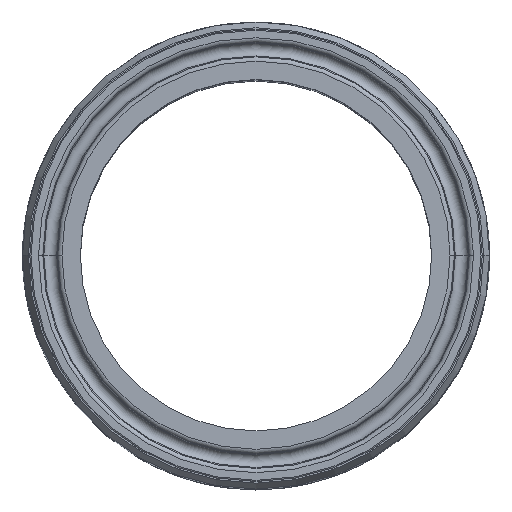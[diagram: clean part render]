
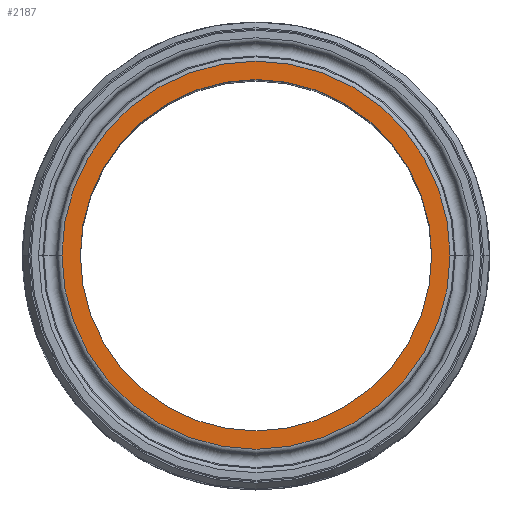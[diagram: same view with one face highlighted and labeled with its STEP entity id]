
A CAD part, top view. The second image highlights one B-rep face of the part: STEP entity #2187.
In plain terms, the highlighted planar face has unit normal (0, 0, 1).
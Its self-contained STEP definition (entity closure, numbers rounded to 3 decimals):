
#144 = CARTESIAN_POINT ( 'NONE',  ( 0., 0., 75.5 ) ) ;
#175 = CARTESIAN_POINT ( 'NONE',  ( -33.247, 0., 75.5 ) ) ;
#206 = DIRECTION ( 'NONE',  ( 1., 0., 0. ) ) ;
#1428 = CARTESIAN_POINT ( 'NONE',  ( 33.247, 0., 75.5 ) ) ;
#1467 = CIRCLE ( 'NONE', #1671, 30.1 ) ;
#1541 = ORIENTED_EDGE ( 'NONE', *, *, #8519, .F. ) ;
#1671 = AXIS2_PLACEMENT_3D ( 'NONE', #3237, #4943, #6091 ) ;
#1710 = CARTESIAN_POINT ( 'NONE',  ( 33.247, 0., 75.5 ) ) ;
#1820 = VERTEX_POINT ( 'NONE', #1710 ) ;
#1983 = VERTEX_POINT ( 'NONE', #8554 ) ;
#2187 = ADVANCED_FACE ( 'NONE', ( #11903, #2314 ), #10883, .T. ) ;
#2253 = CARTESIAN_POINT ( 'NONE',  ( 0., 0., 75.5 ) ) ;
#2314 = FACE_BOUND ( 'NONE', #6825, .T. ) ;
#2478 = CIRCLE ( 'NONE', #4094, 30.1 ) ;
#2644 = CIRCLE ( 'NONE', #9329, 33.247 ) ;
#3032 = VERTEX_POINT ( 'NONE', #175 ) ;
#3199 = DIRECTION ( 'NONE',  ( 1., 0., 0. ) ) ;
#3237 = CARTESIAN_POINT ( 'NONE',  ( 0., 0., 75.5 ) ) ;
#3449 = ORIENTED_EDGE ( 'NONE', *, *, #6907, .T. ) ;
#3767 = EDGE_LOOP ( 'NONE', ( #3449, #10522 ) ) ;
#3821 = DIRECTION ( 'NONE',  ( 0., 0., 1. ) ) ;
#3865 = DIRECTION ( 'NONE',  ( 0., 0., 1. ) ) ;
#4094 = AXIS2_PLACEMENT_3D ( 'NONE', #2253, #10066, #5173 ) ;
#4943 = DIRECTION ( 'NONE',  ( 0., 0., 1. ) ) ;
#4979 = CIRCLE ( 'NONE', #11669, 33.247 ) ;
#5173 = DIRECTION ( 'NONE',  ( 1., 0., 0. ) ) ;
#6091 = DIRECTION ( 'NONE',  ( 1., 0., 0. ) ) ;
#6753 = CARTESIAN_POINT ( 'NONE',  ( 30.1, 0., 75.5 ) ) ;
#6825 = EDGE_LOOP ( 'NONE', ( #11741, #1541 ) ) ;
#6907 = EDGE_CURVE ( 'NONE', #1820, #3032, #4979, .T. ) ;
#7124 = DIRECTION ( 'NONE',  ( 0., 0., 1. ) ) ;
#7327 = VERTEX_POINT ( 'NONE', #6753 ) ;
#7679 = DIRECTION ( 'NONE',  ( 1., 0., 0. ) ) ;
#8158 = EDGE_CURVE ( 'NONE', #7327, #1983, #2478, .T. ) ;
#8519 = EDGE_CURVE ( 'NONE', #1983, #7327, #1467, .T. ) ;
#8554 = CARTESIAN_POINT ( 'NONE',  ( -30.1, 0., 75.5 ) ) ;
#9011 = AXIS2_PLACEMENT_3D ( 'NONE', #1428, #7124, #3199 ) ;
#9329 = AXIS2_PLACEMENT_3D ( 'NONE', #11512, #3821, #7679 ) ;
#10066 = DIRECTION ( 'NONE',  ( 0., 0., 1. ) ) ;
#10522 = ORIENTED_EDGE ( 'NONE', *, *, #12209, .T. ) ;
#10883 = PLANE ( 'NONE',  #9011 ) ;
#11512 = CARTESIAN_POINT ( 'NONE',  ( 0., 0., 75.5 ) ) ;
#11669 = AXIS2_PLACEMENT_3D ( 'NONE', #144, #3865, #206 ) ;
#11741 = ORIENTED_EDGE ( 'NONE', *, *, #8158, .F. ) ;
#11903 = FACE_OUTER_BOUND ( 'NONE', #3767, .T. ) ;
#12209 = EDGE_CURVE ( 'NONE', #3032, #1820, #2644, .T. ) ;
